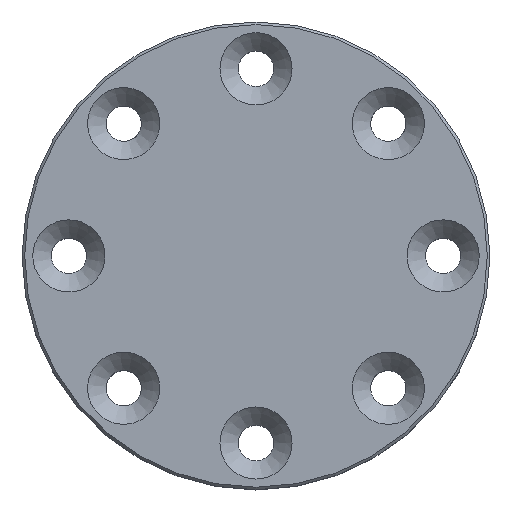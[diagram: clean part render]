
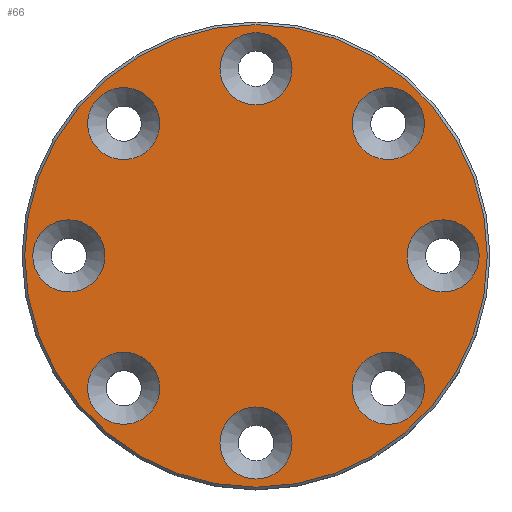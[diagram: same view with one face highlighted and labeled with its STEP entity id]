
A CAD part, top view. The second image highlights one B-rep face of the part: STEP entity #66.
In plain terms, the highlighted planar face has unit normal (0, 0, 1).
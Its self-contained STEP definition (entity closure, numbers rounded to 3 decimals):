
#59=PLANE('',#578);
#66=ADVANCED_FACE('',(#123,#124,#125,#126,#127,#128,#129,#130,#131),#59,
 .T.);
#123=FACE_BOUND('',#222,.T.);
#124=FACE_BOUND('',#223,.T.);
#125=FACE_BOUND('',#224,.T.);
#126=FACE_BOUND('',#225,.T.);
#127=FACE_BOUND('',#226,.T.);
#128=FACE_BOUND('',#227,.T.);
#129=FACE_BOUND('',#228,.T.);
#130=FACE_BOUND('',#229,.T.);
#131=FACE_BOUND('',#230,.T.);
#222=EDGE_LOOP('',(#320));
#223=EDGE_LOOP('',(#321));
#224=EDGE_LOOP('',(#322));
#225=EDGE_LOOP('',(#323));
#226=EDGE_LOOP('',(#324));
#227=EDGE_LOOP('',(#325));
#228=EDGE_LOOP('',(#326));
#229=EDGE_LOOP('',(#327));
#230=EDGE_LOOP('',(#328));
#320=ORIENTED_EDGE('',*,*,#468,.T.);
#321=ORIENTED_EDGE('',*,*,#469,.T.);
#322=ORIENTED_EDGE('',*,*,#470,.T.);
#323=ORIENTED_EDGE('',*,*,#471,.T.);
#324=ORIENTED_EDGE('',*,*,#472,.T.);
#325=ORIENTED_EDGE('',*,*,#473,.T.);
#326=ORIENTED_EDGE('',*,*,#474,.T.);
#327=ORIENTED_EDGE('',*,*,#475,.T.);
#328=ORIENTED_EDGE('',*,*,#476,.T.);
#418=VERTEX_POINT('',#850);
#419=VERTEX_POINT('',#852);
#420=VERTEX_POINT('',#854);
#421=VERTEX_POINT('',#856);
#422=VERTEX_POINT('',#858);
#423=VERTEX_POINT('',#860);
#424=VERTEX_POINT('',#862);
#425=VERTEX_POINT('',#864);
#426=VERTEX_POINT('',#866);
#468=EDGE_CURVE('',#418,#418,#517,.T.);
#469=EDGE_CURVE('',#419,#419,#518,.T.);
#470=EDGE_CURVE('',#420,#420,#519,.T.);
#471=EDGE_CURVE('',#421,#421,#520,.T.);
#472=EDGE_CURVE('',#422,#422,#521,.T.);
#473=EDGE_CURVE('',#423,#423,#522,.T.);
#474=EDGE_CURVE('',#424,#424,#523,.T.);
#475=EDGE_CURVE('',#425,#425,#524,.T.);
#476=EDGE_CURVE('',#426,#426,#525,.T.);
#517=CIRCLE('',#569,22.25);
#518=CIRCLE('',#570,3.47);
#519=CIRCLE('',#571,3.47);
#520=CIRCLE('',#572,3.47);
#521=CIRCLE('',#573,3.47);
#522=CIRCLE('',#574,3.47);
#523=CIRCLE('',#575,3.47);
#524=CIRCLE('',#576,3.47);
#525=CIRCLE('',#577,3.47);
#569=AXIS2_PLACEMENT_3D('',#849,#668,#669);
#570=AXIS2_PLACEMENT_3D('',#851,#670,#671);
#571=AXIS2_PLACEMENT_3D('',#853,#672,#673);
#572=AXIS2_PLACEMENT_3D('',#855,#674,#675);
#573=AXIS2_PLACEMENT_3D('',#857,#676,#677);
#574=AXIS2_PLACEMENT_3D('',#859,#678,#679);
#575=AXIS2_PLACEMENT_3D('',#861,#680,#681);
#576=AXIS2_PLACEMENT_3D('',#863,#682,#683);
#577=AXIS2_PLACEMENT_3D('',#865,#684,#685);
#578=AXIS2_PLACEMENT_3D('',#867,#686,#687);
#668=DIRECTION('',(0.,0.,1.));
#669=DIRECTION('',(1.,0.,0.));
#670=DIRECTION('',(0.,0.,-1.));
#671=DIRECTION('',(0.,-1.,0.));
#672=DIRECTION('',(0.,0.,-1.));
#673=DIRECTION('',(0.707,-0.707,0.));
#674=DIRECTION('',(0.,0.,-1.));
#675=DIRECTION('',(1.,0.,0.));
#676=DIRECTION('',(0.,0.,-1.));
#677=DIRECTION('',(0.707,0.707,0.));
#678=DIRECTION('',(0.,0.,-1.));
#679=DIRECTION('',(0.,1.,0.));
#680=DIRECTION('',(0.,0.,-1.));
#681=DIRECTION('',(-0.707,0.707,0.));
#682=DIRECTION('',(0.,0.,-1.));
#683=DIRECTION('',(-0.707,-0.707,0.));
#684=DIRECTION('',(0.,0.,-1.));
#685=DIRECTION('',(-1.,0.,0.));
#686=DIRECTION('',(0.,0.,1.));
#687=DIRECTION('',(1.,0.,0.));
#849=CARTESIAN_POINT('',(0.,0.,67.));
#850=CARTESIAN_POINT('',(22.25,0.,67.));
#851=CARTESIAN_POINT('',(-18.,0.,67.));
#852=CARTESIAN_POINT('',(-18.,-3.47,67.));
#853=CARTESIAN_POINT('',(-12.728,-12.728,67.));
#854=CARTESIAN_POINT('',(-10.274,-15.182,67.));
#855=CARTESIAN_POINT('',(0.,-18.,67.));
#856=CARTESIAN_POINT('',(3.47,-18.,67.));
#857=CARTESIAN_POINT('',(12.728,-12.728,67.));
#858=CARTESIAN_POINT('',(15.182,-10.274,67.));
#859=CARTESIAN_POINT('',(18.,0.,67.));
#860=CARTESIAN_POINT('',(18.,3.47,67.));
#861=CARTESIAN_POINT('',(12.728,12.728,67.));
#862=CARTESIAN_POINT('',(10.274,15.182,67.));
#863=CARTESIAN_POINT('',(-12.728,12.728,67.));
#864=CARTESIAN_POINT('',(-15.182,10.274,67.));
#865=CARTESIAN_POINT('',(0.,18.,67.));
#866=CARTESIAN_POINT('',(-3.47,18.,67.));
#867=CARTESIAN_POINT('',(0.,0.,67.));
